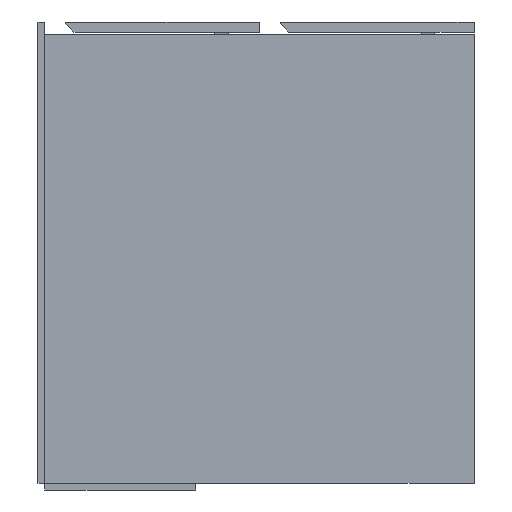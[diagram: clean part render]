
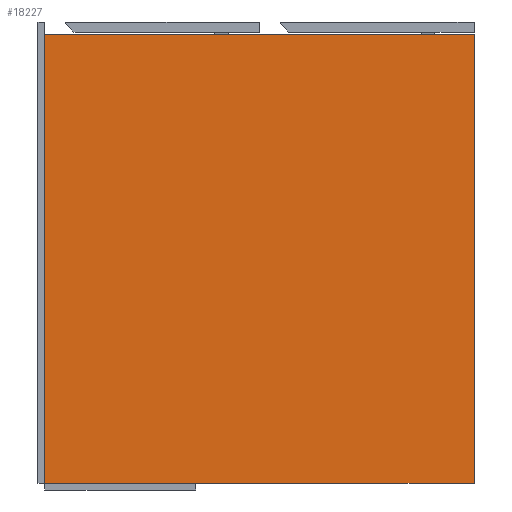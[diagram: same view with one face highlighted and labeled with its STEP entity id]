
A CAD part, left-side view. The second image highlights one B-rep face of the part: STEP entity #18227.
In plain terms, the highlighted planar face has unit normal (-1, 0, 0).
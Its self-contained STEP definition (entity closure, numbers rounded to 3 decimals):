
#3617 = DIRECTION ( 'NONE',  ( 1., 0., 0. ) ) ;
#8692 = CARTESIAN_POINT ( 'NONE',  ( 2., 0., -15. ) ) ;
#12332 = DIRECTION ( 'NONE',  ( 0., 0., 1. ) ) ;
#18227 = ADVANCED_FACE ( 'NONE', ( #135238 ), #57886, .F. ) ;
#19826 = VECTOR ( 'NONE', #12332, 1000. ) ;
#21692 = ORIENTED_EDGE ( 'NONE', *, *, #80497, .T. ) ;
#23911 = DIRECTION ( 'NONE',  ( 0., 0., -1. ) ) ;
#24612 = CARTESIAN_POINT ( 'NONE',  ( 2., 0., -550. ) ) ;
#36894 = CARTESIAN_POINT ( 'NONE',  ( 2., 1047.337, -550. ) ) ;
#38016 = ORIENTED_EDGE ( 'NONE', *, *, #84190, .F. ) ;
#43271 = CARTESIAN_POINT ( 'NONE',  ( 2., 512., -550. ) ) ;
#48427 = LINE ( 'NONE', #84553, #61414 ) ;
#51974 = DIRECTION ( 'NONE',  ( 0., 0., 1. ) ) ;
#54825 = LINE ( 'NONE', #43271, #133149 ) ;
#57886 = PLANE ( 'NONE',  #125442 ) ;
#61414 = VECTOR ( 'NONE', #62124, 1000. ) ;
#62124 = DIRECTION ( 'NONE',  ( 0., -1., 0. ) ) ;
#68372 = VECTOR ( 'NONE', #114238, 1000. ) ;
#70154 = CARTESIAN_POINT ( 'NONE',  ( 2., 1047.337, -15. ) ) ;
#80497 = EDGE_CURVE ( 'NONE', #105953, #131275, #101273, .T. ) ;
#81291 = EDGE_CURVE ( 'NONE', #93602, #131275, #125076, .T. ) ;
#82101 = EDGE_CURVE ( 'NONE', #142495, #105953, #48427, .T. ) ;
#84190 = EDGE_CURVE ( 'NONE', #142495, #93602, #54825, .T. ) ;
#84553 = CARTESIAN_POINT ( 'NONE',  ( 2., 1047.337, -550. ) ) ;
#85288 = CARTESIAN_POINT ( 'NONE',  ( 2., 512., -15. ) ) ;
#92162 = CARTESIAN_POINT ( 'NONE',  ( 2., 512., -550. ) ) ;
#93602 = VERTEX_POINT ( 'NONE', #85288 ) ;
#96084 = CARTESIAN_POINT ( 'NONE',  ( 2., 0., -550. ) ) ;
#101273 = LINE ( 'NONE', #24612, #19826 ) ;
#105953 = VERTEX_POINT ( 'NONE', #96084 ) ;
#114238 = DIRECTION ( 'NONE',  ( 0., -1., 0. ) ) ;
#125076 = LINE ( 'NONE', #70154, #68372 ) ;
#125442 = AXIS2_PLACEMENT_3D ( 'NONE', #36894, #3617, #23911 ) ;
#130931 = EDGE_LOOP ( 'NONE', ( #38016, #140696, #21692, #139779 ) ) ;
#131275 = VERTEX_POINT ( 'NONE', #8692 ) ;
#133149 = VECTOR ( 'NONE', #51974, 1000. ) ;
#135238 = FACE_OUTER_BOUND ( 'NONE', #130931, .T. ) ;
#139779 = ORIENTED_EDGE ( 'NONE', *, *, #81291, .F. ) ;
#140696 = ORIENTED_EDGE ( 'NONE', *, *, #82101, .T. ) ;
#142495 = VERTEX_POINT ( 'NONE', #92162 ) ;
